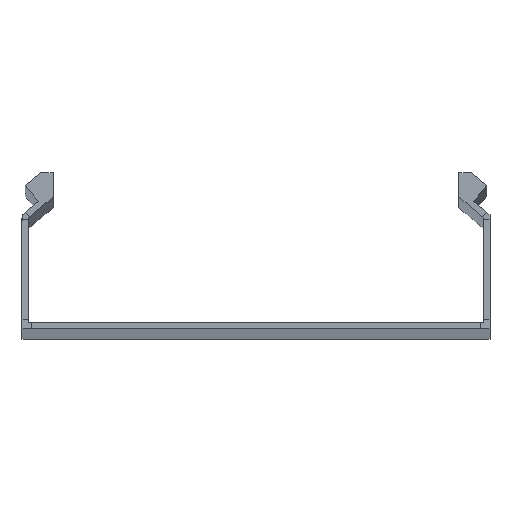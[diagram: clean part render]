
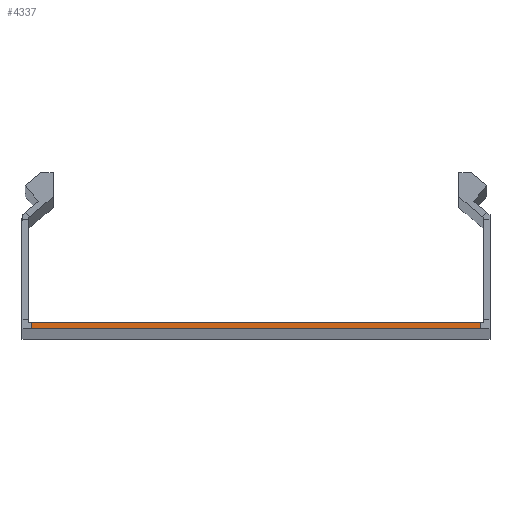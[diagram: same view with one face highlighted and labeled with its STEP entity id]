
A CAD part, top view. The second image highlights one B-rep face of the part: STEP entity #4337.
In plain terms, the highlighted planar face has unit normal (0, 0, 1).
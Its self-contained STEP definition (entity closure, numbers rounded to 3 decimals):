
#164 = EDGE_CURVE ( 'NONE', #3097, #3565, #2137, .T. ) ;
#176 = AXIS2_PLACEMENT_3D ( 'NONE', #3777, #3088, #2015 ) ;
#356 = CARTESIAN_POINT ( 'NONE',  ( -72., 0., 1000. ) ) ;
#535 = EDGE_LOOP ( 'NONE', ( #2528, #3318, #1831, #2637 ) ) ;
#550 = EDGE_CURVE ( 'NONE', #2965, #3565, #1544, .T. ) ;
#561 = DIRECTION ( 'NONE',  ( -1., 0., 0. ) ) ;
#872 = VECTOR ( 'NONE', #561, 1000. ) ;
#1300 = PLANE ( 'NONE',  #176 ) ;
#1483 = VECTOR ( 'NONE', #3224, 1000. ) ;
#1544 = LINE ( 'NONE', #2876, #1483 ) ;
#1831 = ORIENTED_EDGE ( 'NONE', *, *, #3274, .T. ) ;
#2015 = DIRECTION ( 'NONE',  ( 1., 0., 0. ) ) ;
#2016 = EDGE_CURVE ( 'NONE', #3097, #3197, #2890, .T. ) ;
#2137 = LINE ( 'NONE', #3050, #872 ) ;
#2528 = ORIENTED_EDGE ( 'NONE', *, *, #164, .F. ) ;
#2605 = CARTESIAN_POINT ( 'NONE',  ( 72., 0., 1000. ) ) ;
#2637 = ORIENTED_EDGE ( 'NONE', *, *, #550, .T. ) ;
#2876 = CARTESIAN_POINT ( 'NONE',  ( -72., 2., 1000. ) ) ;
#2878 = LINE ( 'NONE', #4407, #3925 ) ;
#2890 = LINE ( 'NONE', #3909, #3726 ) ;
#2965 = VERTEX_POINT ( 'NONE', #3615 ) ;
#2972 = CARTESIAN_POINT ( 'NONE',  ( 72., 2., 1000. ) ) ;
#3050 = CARTESIAN_POINT ( 'NONE',  ( -75., 0., 1000. ) ) ;
#3068 = DIRECTION ( 'NONE',  ( -1., 0., 0. ) ) ;
#3088 = DIRECTION ( 'NONE',  ( 0., 0., 1. ) ) ;
#3097 = VERTEX_POINT ( 'NONE', #2605 ) ;
#3189 = FACE_OUTER_BOUND ( 'NONE', #535, .T. ) ;
#3197 = VERTEX_POINT ( 'NONE', #2972 ) ;
#3224 = DIRECTION ( 'NONE',  ( 0., -1., 0. ) ) ;
#3254 = DIRECTION ( 'NONE',  ( 0., 1., 0. ) ) ;
#3274 = EDGE_CURVE ( 'NONE', #3197, #2965, #2878, .T. ) ;
#3318 = ORIENTED_EDGE ( 'NONE', *, *, #2016, .T. ) ;
#3565 = VERTEX_POINT ( 'NONE', #356 ) ;
#3615 = CARTESIAN_POINT ( 'NONE',  ( -72., 2., 1000. ) ) ;
#3726 = VECTOR ( 'NONE', #3254, 1000. ) ;
#3777 = CARTESIAN_POINT ( 'NONE',  ( 73., 3., 1000. ) ) ;
#3909 = CARTESIAN_POINT ( 'NONE',  ( 72., 0., 1000. ) ) ;
#3925 = VECTOR ( 'NONE', #3068, 1000. ) ;
#4337 = ADVANCED_FACE ( 'NONE', ( #3189 ), #1300, .T. ) ;
#4407 = CARTESIAN_POINT ( 'NONE',  ( -75., 2., 1000. ) ) ;
